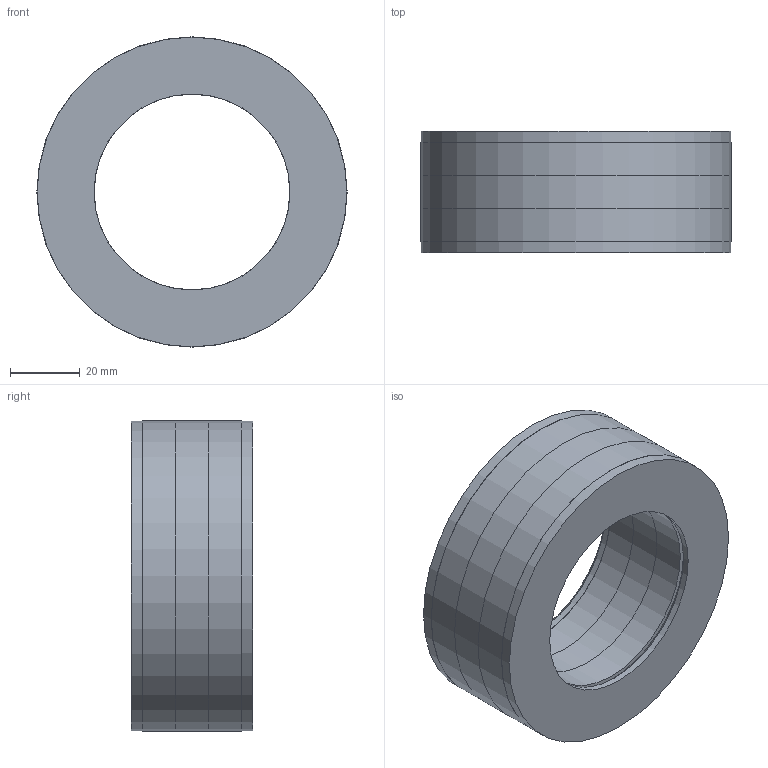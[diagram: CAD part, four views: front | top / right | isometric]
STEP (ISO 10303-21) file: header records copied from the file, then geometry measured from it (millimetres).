
FILE_DESCRIPTION (( 'STEP AP214' ), '1' );
FILE_NAME ('CTSC-003012.STEP', '2026-01-05T16:58:38', ( '' ), ( '' ), 'SwSTEP 2.0', 'SolidWorks 2023', '' );
FILE_SCHEMA (( 'AUTOMOTIVE_DESIGN' ));
Length unit declared in the file: inch
Products named in the file (1): CTSC-003012
Bounding box: 89.23 x 34.92 x 89.23 mm (x, y, z)
Volume: 131165.9 mm3; surface area: 53301.8 mm2
Topology: 5 solids, 5 shells, 22 faces, 34 edges, 22 vertices
Faces by surface type: plane 10, cylinder 10, cone 2
Full cylindrical faces by diameter (mm): 56.261 x3, 56.312 x2, 89.129 x2, 89.23 x3
Entity records: 535 total; most frequent: DIRECTION 90, CARTESIAN_POINT 67, AXIS2_PLACEMENT_3D 45, ORIENTED_EDGE 44, EDGE_LOOP 44, FACE_OUTER_BOUND 32, CIRCLE 22, EDGE_CURVE 22
